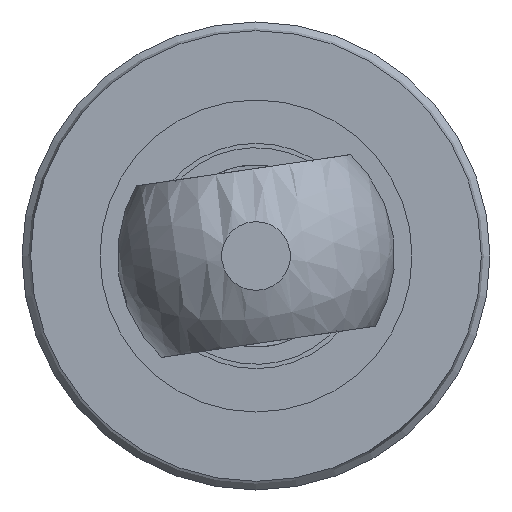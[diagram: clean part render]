
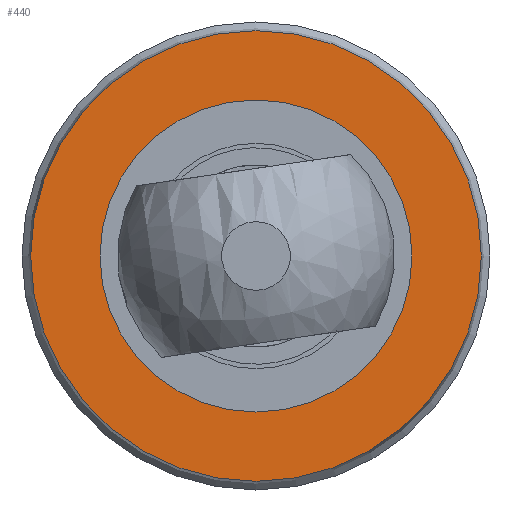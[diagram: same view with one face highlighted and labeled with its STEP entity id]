
A CAD part, left-side view. The second image highlights one B-rep face of the part: STEP entity #440.
In plain terms, the highlighted planar face has unit normal (-1, 0, 0).
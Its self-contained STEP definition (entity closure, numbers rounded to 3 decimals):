
#65=PLANE('',#508);
#91=FACE_BOUND('',#198,.T.);
#142=FACE_OUTER_BOUND('',#197,.T.);
#197=EDGE_LOOP('',(#386));
#198=EDGE_LOOP('',(#387));
#244=CIRCLE('',#497,13.);
#247=CIRCLE('',#504,9.);
#279=VERTEX_POINT('',#781);
#282=VERTEX_POINT('',#791);
#318=EDGE_CURVE('',#279,#279,#244,.T.);
#321=EDGE_CURVE('',#282,#282,#247,.T.);
#386=ORIENTED_EDGE('',*,*,#318,.T.);
#387=ORIENTED_EDGE('',*,*,#321,.T.);
#440=ADVANCED_FACE('',(#142,#91),#65,.T.);
#497=AXIS2_PLACEMENT_3D('',#782,#620,#621);
#504=AXIS2_PLACEMENT_3D('',#792,#634,#635);
#508=AXIS2_PLACEMENT_3D('',#797,#642,#643);
#620=DIRECTION('center_axis',(-1.,0.,0.));
#621=DIRECTION('ref_axis',(0.,0.,1.));
#634=DIRECTION('center_axis',(1.,0.,0.));
#635=DIRECTION('ref_axis',(0.,-1.,0.));
#642=DIRECTION('center_axis',(-1.,0.,0.));
#643=DIRECTION('ref_axis',(0.,0.,1.));
#781=CARTESIAN_POINT('',(0.,0.,13.));
#782=CARTESIAN_POINT('Origin',(0.,0.,0.));
#791=CARTESIAN_POINT('',(0.,-9.,0.));
#792=CARTESIAN_POINT('Origin',(0.,0.,0.));
#797=CARTESIAN_POINT('Origin',(0.,0.,6.5));
